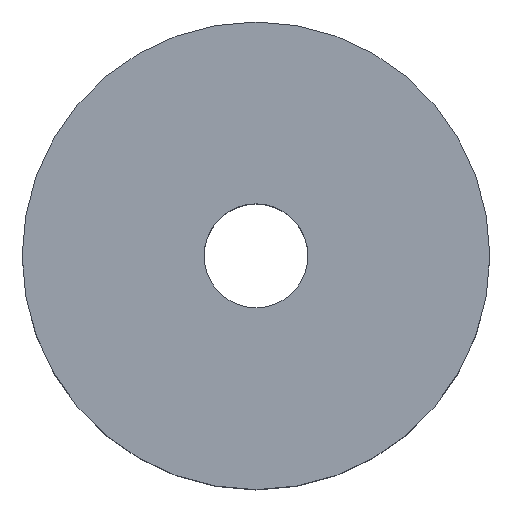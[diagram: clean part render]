
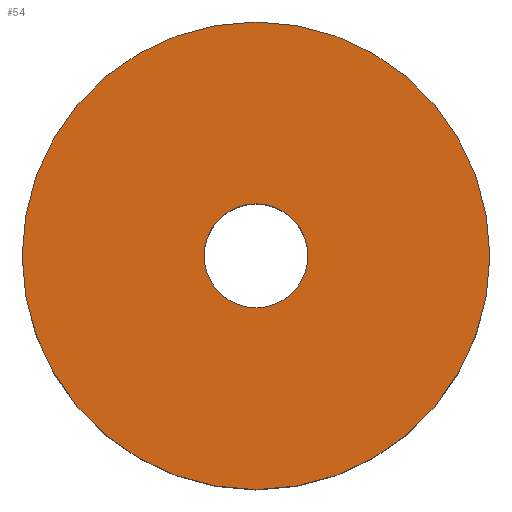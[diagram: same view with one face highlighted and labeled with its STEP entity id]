
A CAD part, top view. The second image highlights one B-rep face of the part: STEP entity #54.
In plain terms, the highlighted planar face has unit normal (0, 0, 1).
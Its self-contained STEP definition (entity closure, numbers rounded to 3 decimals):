
#14 = FACE_OUTER_BOUND ( 'NONE', #27, .T. ) ;
#15 = EDGE_CURVE ( 'NONE', #62, #191, #60, .T. ) ;
#21 = ORIENTED_EDGE ( 'NONE', *, *, #15, .F. ) ;
#26 = DIRECTION ( 'NONE',  ( 0., 0., 1. ) ) ;
#27 = EDGE_LOOP ( 'NONE', ( #75, #116 ) ) ;
#38 = AXIS2_PLACEMENT_3D ( 'NONE', #161, #201, #73 ) ;
#41 = EDGE_CURVE ( 'NONE', #191, #62, #134, .T. ) ;
#44 = DIRECTION ( 'NONE',  ( 1., 0., 0. ) ) ;
#48 = DIRECTION ( 'NONE',  ( 0., 0., 1. ) ) ;
#54 = ADVANCED_FACE ( 'NONE', ( #14, #71 ), #240, .T. ) ;
#60 = CIRCLE ( 'NONE', #239, 5. ) ;
#62 = VERTEX_POINT ( 'NONE', #85 ) ;
#71 = FACE_BOUND ( 'NONE', #145, .T. ) ;
#73 = DIRECTION ( 'NONE',  ( 1., 0., 0. ) ) ;
#75 = ORIENTED_EDGE ( 'NONE', *, *, #226, .T. ) ;
#81 = DIRECTION ( 'NONE',  ( 1., 0., 0. ) ) ;
#85 = CARTESIAN_POINT ( 'NONE',  ( 5., 0., 20. ) ) ;
#97 = AXIS2_PLACEMENT_3D ( 'NONE', #194, #179, #181 ) ;
#101 = DIRECTION ( 'NONE',  ( 0., 0., 1. ) ) ;
#111 = CIRCLE ( 'NONE', #38, 22.5 ) ;
#116 = ORIENTED_EDGE ( 'NONE', *, *, #149, .T. ) ;
#119 = CARTESIAN_POINT ( 'NONE',  ( -5., 0., 20. ) ) ;
#124 = VERTEX_POINT ( 'NONE', #211 ) ;
#132 = CARTESIAN_POINT ( 'NONE',  ( 0., 0., 20. ) ) ;
#134 = CIRCLE ( 'NONE', #183, 5. ) ;
#143 = AXIS2_PLACEMENT_3D ( 'NONE', #158, #48, #81 ) ;
#145 = EDGE_LOOP ( 'NONE', ( #184, #21 ) ) ;
#149 = EDGE_CURVE ( 'NONE', #164, #124, #215, .T. ) ;
#158 = CARTESIAN_POINT ( 'NONE',  ( 0., 0., 20. ) ) ;
#161 = CARTESIAN_POINT ( 'NONE',  ( 0., 0., 20. ) ) ;
#164 = VERTEX_POINT ( 'NONE', #180 ) ;
#179 = DIRECTION ( 'NONE',  ( 0., 0., 1. ) ) ;
#180 = CARTESIAN_POINT ( 'NONE',  ( 22.5, 0., 20. ) ) ;
#181 = DIRECTION ( 'NONE',  ( 1., 0., 0. ) ) ;
#183 = AXIS2_PLACEMENT_3D ( 'NONE', #218, #101, #44 ) ;
#184 = ORIENTED_EDGE ( 'NONE', *, *, #41, .F. ) ;
#191 = VERTEX_POINT ( 'NONE', #119 ) ;
#194 = CARTESIAN_POINT ( 'NONE',  ( 0., 0., 20. ) ) ;
#201 = DIRECTION ( 'NONE',  ( 0., 0., 1. ) ) ;
#209 = DIRECTION ( 'NONE',  ( 1., 0., 0. ) ) ;
#211 = CARTESIAN_POINT ( 'NONE',  ( -22.5, 0., 20. ) ) ;
#215 = CIRCLE ( 'NONE', #143, 22.5 ) ;
#218 = CARTESIAN_POINT ( 'NONE',  ( 0., 0., 20. ) ) ;
#226 = EDGE_CURVE ( 'NONE', #124, #164, #111, .T. ) ;
#239 = AXIS2_PLACEMENT_3D ( 'NONE', #132, #26, #209 ) ;
#240 = PLANE ( 'NONE',  #97 ) ;
